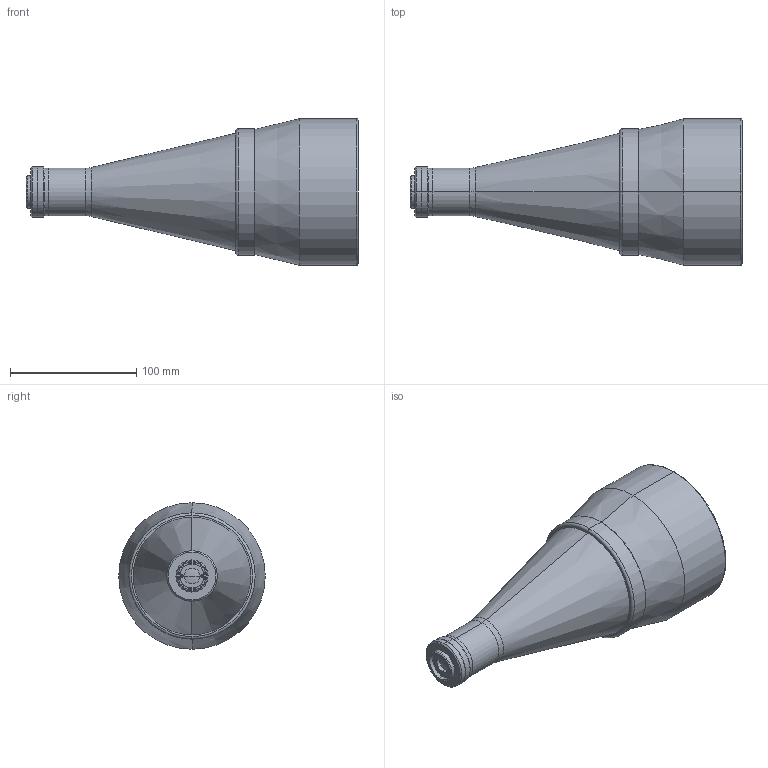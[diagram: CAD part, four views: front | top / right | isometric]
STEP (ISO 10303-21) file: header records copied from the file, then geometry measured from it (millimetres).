
FILE_DESCRIPTION (( 'STEP AP214' ), '1' );
FILE_NAME ('TC13080.STEP', '2010-07-05T15:22:24', ( 'santini' ), ( 'Opto Engineering srl' ), 'SwSTEP 2.0', 'SolidWorks 2010', '' );
FILE_SCHEMA (( 'AUTOMOTIVE_DESIGN' ));
Length unit declared in the file: millimetre
Products named in the file (1): TC13080
Bounding box: 262.9 x 116 x 116 mm (x, y, z)
Surface area: 89887.1 mm2 (no closed solid volume)
Topology: 0 solids, 12 shells, 67 faces, 175 edges, 123 vertices
Faces by surface type: cylinder 30, cone 14, plane 13, bspline 4, torus 4, sphere 2
Entity records: 2943 total; most frequent: DIRECTION 434, CARTESIAN_POINT 426, ORIENTED_EDGE 284, AXIS2_PLACEMENT_3D 195, EDGE_CURVE 175, CIRCLE 131, VERTEX_POINT 123, EDGE_LOOP 91
